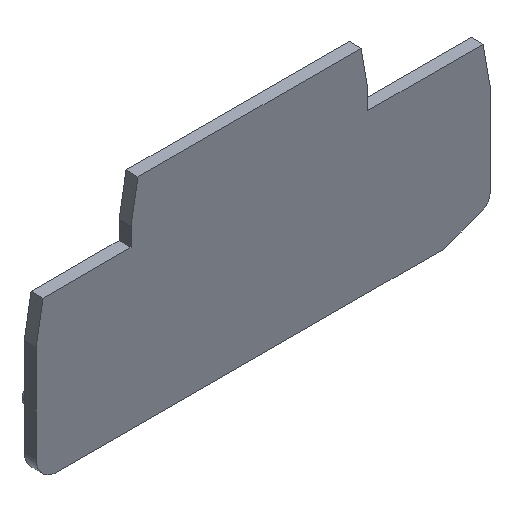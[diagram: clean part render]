
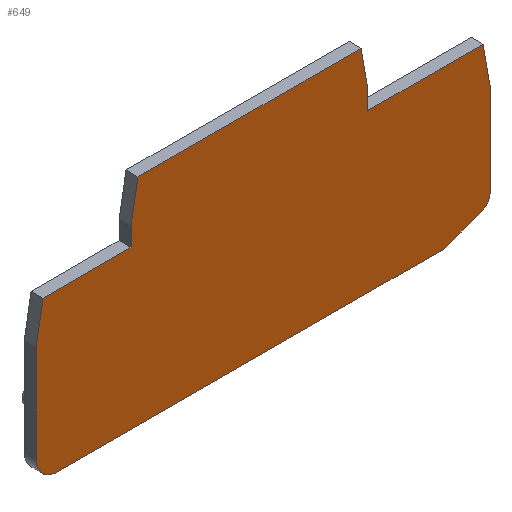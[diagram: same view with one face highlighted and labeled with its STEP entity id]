
A CAD part, isometric view. The second image highlights one B-rep face of the part: STEP entity #649.
In plain terms, the highlighted planar face has unit normal (0, -1, 0).
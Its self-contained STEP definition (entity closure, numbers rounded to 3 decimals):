
#161=DIRECTION('',(0.,0.,-1.));
#162=VECTOR('',#161,17.295);
#163=CARTESIAN_POINT('',(-59.95,-8.35,9.776));
#164=LINE('',#163,#162);
#173=DIRECTION('',(-0.174,0.,-0.985));
#174=VECTOR('',#173,7.361);
#175=CARTESIAN_POINT('',(-142.369,-8.35,17.025));
#176=LINE('',#175,#174);
#177=DIRECTION('',(-0.174,0.,-0.985));
#178=VECTOR('',#177,7.341);
#179=CARTESIAN_POINT('',(-124.875,-8.35,27.625));
#180=LINE('',#179,#178);
#181=DIRECTION('',(-0.174,0.,0.985));
#182=VECTOR('',#181,7.346);
#183=CARTESIAN_POINT('',(-82.45,-8.35,20.391));
#184=LINE('',#183,#182);
#185=DIRECTION('',(-0.174,0.,0.985));
#186=VECTOR('',#185,7.361);
#187=CARTESIAN_POINT('',(-59.95,-8.35,9.776));
#188=LINE('',#187,#186);
#189=CARTESIAN_POINT('',(-61.95,-8.35,-7.519));
#190=DIRECTION('',(0.,-1.,0.));
#191=DIRECTION('',(0.358,0.,-0.934));
#192=AXIS2_PLACEMENT_3D('',#189,#190,#191);
#194=DIRECTION('',(0.934,0.,0.358));
#195=VECTOR('',#194,7.32);
#196=CARTESIAN_POINT('',(-68.068,-8.35,-12.009));
#197=LINE('',#196,#195);
#198=CARTESIAN_POINT('',(-68.426,-8.35,-11.075));
#199=DIRECTION('',(0.,-1.,0.));
#200=DIRECTION('',(0.,0.,-1.));
#201=AXIS2_PLACEMENT_3D('',#198,#199,#200);
#203=CARTESIAN_POINT('',(-139.65,-8.35,-8.075));
#204=DIRECTION('',(0.,-1.,0.));
#205=DIRECTION('',(-1.,0.,0.));
#206=AXIS2_PLACEMENT_3D('',#203,#204,#205);
#212=DIRECTION('',(0.,0.,1.));
#213=VECTOR('',#212,17.851);
#214=CARTESIAN_POINT('',(-143.65,-8.35,-8.075));
#215=LINE('',#214,#213);
#220=DIRECTION('',(1.,0.,0.));
#221=VECTOR('',#220,16.22);
#222=CARTESIAN_POINT('',(-142.369,-8.35,17.025));
#223=LINE('',#222,#221);
#228=DIRECTION('',(0.,0.,1.));
#229=VECTOR('',#228,3.205);
#230=CARTESIAN_POINT('',(-126.15,-8.35,17.025));
#231=LINE('',#230,#229);
#236=DIRECTION('',(-0.001,0.,1.));
#237=VECTOR('',#236,0.166);
#238=CARTESIAN_POINT('',(-126.15,-8.35,20.23));
#239=LINE('',#238,#237);
#248=DIRECTION('',(1.,0.,0.));
#249=VECTOR('',#248,41.15);
#250=CARTESIAN_POINT('',(-124.875,-8.35,27.625));
#251=LINE('',#250,#249);
#260=DIRECTION('',(-0.003,0.,-1.));
#261=VECTOR('',#260,0.164);
#262=CARTESIAN_POINT('',(-82.45,-8.35,20.391));
#263=LINE('',#262,#261);
#268=DIRECTION('',(0.,0.,-1.));
#269=VECTOR('',#268,3.202);
#270=CARTESIAN_POINT('',(-82.451,-8.35,20.227));
#271=LINE('',#270,#269);
#276=DIRECTION('',(1.,0.,0.));
#277=VECTOR('',#276,21.22);
#278=CARTESIAN_POINT('',(-82.451,-8.35,17.025));
#279=LINE('',#278,#277);
#296=DIRECTION('',(-1.,0.,0.));
#297=VECTOR('',#296,71.224);
#298=CARTESIAN_POINT('',(-68.426,-8.35,-12.075));
#299=LINE('',#298,#297);
#343=CARTESIAN_POINT('',(-82.451,-8.35,17.025));
#344=CARTESIAN_POINT('',(-61.231,-8.35,17.025));
#345=VERTEX_POINT('',#343);
#346=VERTEX_POINT('',#344);
#347=CARTESIAN_POINT('',(-82.451,-8.35,20.227));
#348=VERTEX_POINT('',#347);
#349=CARTESIAN_POINT('',(-59.95,-8.35,9.776));
#350=VERTEX_POINT('',#349);
#351=CARTESIAN_POINT('',(-143.65,-8.35,-8.075));
#352=VERTEX_POINT('',#351);
#353=CARTESIAN_POINT('',(-143.65,-8.35,9.776));
#354=VERTEX_POINT('',#353);
#355=CARTESIAN_POINT('',(-139.65,-8.35,-12.075));
#356=VERTEX_POINT('',#355);
#357=CARTESIAN_POINT('',(-68.426,-8.35,-12.075));
#358=VERTEX_POINT('',#357);
#359=CARTESIAN_POINT('',(-68.068,-8.35,-12.009));
#360=VERTEX_POINT('',#359);
#361=CARTESIAN_POINT('',(-61.234,-8.35,-9.386));
#362=VERTEX_POINT('',#361);
#363=CARTESIAN_POINT('',(-59.95,-8.35,-7.519));
#364=VERTEX_POINT('',#363);
#365=CARTESIAN_POINT('',(-82.45,-8.35,20.391));
#366=VERTEX_POINT('',#365);
#367=CARTESIAN_POINT('',(-83.726,-8.35,27.625));
#368=VERTEX_POINT('',#367);
#369=CARTESIAN_POINT('',(-124.875,-8.35,27.625));
#370=VERTEX_POINT('',#369);
#371=CARTESIAN_POINT('',(-126.15,-8.35,20.396));
#372=VERTEX_POINT('',#371);
#373=CARTESIAN_POINT('',(-126.15,-8.35,20.23));
#374=VERTEX_POINT('',#373);
#375=CARTESIAN_POINT('',(-126.15,-8.35,17.025));
#376=VERTEX_POINT('',#375);
#377=CARTESIAN_POINT('',(-142.369,-8.35,17.025));
#378=VERTEX_POINT('',#377);
#608=CARTESIAN_POINT('',(-139.65,-8.35,-8.375));
#609=DIRECTION('',(0.,-1.,0.));
#610=DIRECTION('',(0.,0.,-1.));
#611=AXIS2_PLACEMENT_3D('',#608,#609,#610);
#612=PLANE('',#611);
#614=ORIENTED_EDGE('',*,*,#613,.T.);
#616=ORIENTED_EDGE('',*,*,#615,.F.);
#618=ORIENTED_EDGE('',*,*,#617,.T.);
#620=ORIENTED_EDGE('',*,*,#619,.T.);
#622=ORIENTED_EDGE('',*,*,#621,.T.);
#624=ORIENTED_EDGE('',*,*,#623,.F.);
#626=ORIENTED_EDGE('',*,*,#625,.T.);
#628=ORIENTED_EDGE('',*,*,#627,.F.);
#630=ORIENTED_EDGE('',*,*,#629,.T.);
#632=ORIENTED_EDGE('',*,*,#631,.T.);
#634=ORIENTED_EDGE('',*,*,#633,.T.);
#636=ORIENTED_EDGE('',*,*,#635,.F.);
#637=ORIENTED_EDGE('',*,*,#586,.T.);
#638=ORIENTED_EDGE('',*,*,#599,.F.);
#640=ORIENTED_EDGE('',*,*,#639,.F.);
#642=ORIENTED_EDGE('',*,*,#641,.F.);
#644=ORIENTED_EDGE('',*,*,#643,.T.);
#646=ORIENTED_EDGE('',*,*,#645,.F.);
#647=EDGE_LOOP('',(#614,#616,#618,#620,#622,#624,#626,#628,#630,#632,#634,#636,
#637,#638,#640,#642,#644,#646));
#648=FACE_OUTER_BOUND('',#647,.F.);
#193=CIRCLE('',#192,2.);
#202=CIRCLE('',#201,1.);
#207=CIRCLE('',#206,4.);
#586=EDGE_CURVE('',#350,#364,#164,.T.);
#599=EDGE_CURVE('',#362,#364,#193,.T.);
#613=EDGE_CURVE('',#352,#354,#215,.T.);
#615=EDGE_CURVE('',#378,#354,#176,.T.);
#617=EDGE_CURVE('',#378,#376,#223,.T.);
#619=EDGE_CURVE('',#376,#374,#231,.T.);
#621=EDGE_CURVE('',#374,#372,#239,.T.);
#623=EDGE_CURVE('',#370,#372,#180,.T.);
#625=EDGE_CURVE('',#370,#368,#251,.T.);
#627=EDGE_CURVE('',#366,#368,#184,.T.);
#629=EDGE_CURVE('',#366,#348,#263,.T.);
#631=EDGE_CURVE('',#348,#345,#271,.T.);
#633=EDGE_CURVE('',#345,#346,#279,.T.);
#635=EDGE_CURVE('',#350,#346,#188,.T.);
#639=EDGE_CURVE('',#360,#362,#197,.T.);
#641=EDGE_CURVE('',#358,#360,#202,.T.);
#643=EDGE_CURVE('',#358,#356,#299,.T.);
#645=EDGE_CURVE('',#352,#356,#207,.T.);
#649=ADVANCED_FACE('',(#648),#612,.T.);
